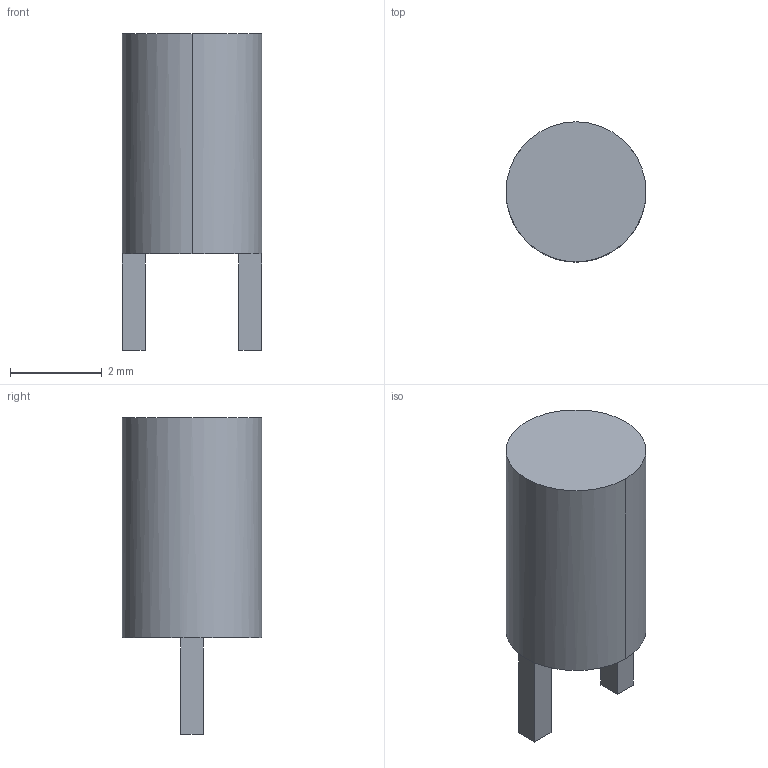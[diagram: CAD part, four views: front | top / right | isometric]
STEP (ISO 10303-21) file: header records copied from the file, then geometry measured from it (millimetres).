
FILE_DESCRIPTION(('FreeCAD Model'),'2;1');
FILE_NAME('D_LED_D3_Green.step','2020-04-02T22:32:14',('kicad StepUp'),('ksu MCAD') ,'Open CASCADE STEP processor 7.3','FreeCAD','Unknown');
FILE_SCHEMA(('AUTOMOTIVE_DESIGN { 1 0 10303 214 1 1 1 1 }'));
Length unit declared in the file: millimetre
Products named in the file (1): D_LED_D3_Green
Bounding box: 3.05 x 3.05 x 6.9 mm (x, y, z)
Volume: 36.1 mm3; surface area: 69 mm2
Topology: 1 solids, 1 shells, 18 faces, 44 edges, 28 vertices
Faces by surface type: plane 16, cylinder 2
Entity records: 667 total; most frequent: CARTESIAN_POINT 97, DIRECTION 90, ORIENTED_EDGE 88, EDGE_CURVE 44, LINE 32, VECTOR 32, AXIS2_PLACEMENT_3D 29, VERTEX_POINT 28
